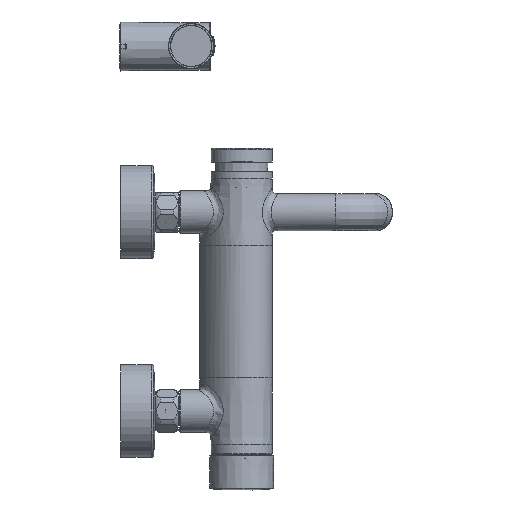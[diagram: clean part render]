
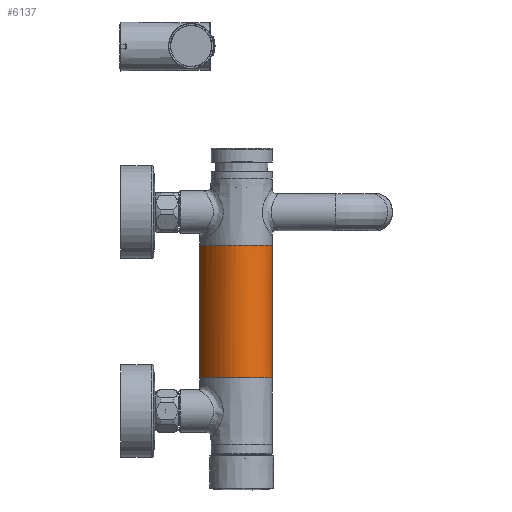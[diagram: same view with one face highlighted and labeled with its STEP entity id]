
A CAD part, top view. The second image highlights one B-rep face of the part: STEP entity #6137.
In plain terms, the highlighted free-form (B-spline) face has degree [3, 1] with [11, 2] control points.
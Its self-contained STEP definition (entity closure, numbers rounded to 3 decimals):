
#691=B_SPLINE_SURFACE_WITH_KNOTS('',3,1,((#32428,#32429),(#32430,#32431),
(#32432,#32433),(#32434,#32435),(#32436,#32437),(#32438,#32439),(#32440,
#32441),(#32442,#32443),(#32444,#32445),(#32446,#32447),(#32448,#32449)),
 .SURF_OF_LINEAR_EXTRUSION.,.T.,.F.,.F.,(1,3,1,1,1,1,1,1,1,3,1),(2,2),(-0.125,
0.,0.125,0.25,0.375,0.5,0.625,0.75,0.875,1.,1.125),(0.,1.),
 .UNSPECIFIED.);
#1168=B_SPLINE_CURVE_WITH_KNOTS('',3,(#32290,#32291,#32292,#32293,#32294,
#32295,#32296),.UNSPECIFIED.,.F.,.F.,(4,1,1,1,4),(0.,0.25,0.5,0.75,1.),
 .UNSPECIFIED.);
#1172=B_SPLINE_CURVE_WITH_KNOTS('',3,(#32421,#32422,#32423,#32424,#32425,
#32426,#32427),.UNSPECIFIED.,.F.,.F.,(4,1,1,1,4),(0.,0.25,0.5,0.75,1.),
 .UNSPECIFIED.);
#1173=B_SPLINE_CURVE_WITH_KNOTS('',3,(#32450,#32451,#32452,#32453,#32454,
#32455,#32456),.UNSPECIFIED.,.F.,.F.,(4,1,1,1,4),(0.,0.25,0.5,0.75,1.),
 .UNSPECIFIED.);
#1174=B_SPLINE_CURVE_WITH_KNOTS('',3,(#32459,#32460,#32461,#32462,#32463,
#32464,#32465),.UNSPECIFIED.,.F.,.F.,(4,1,1,1,4),(0.,0.25,0.5,0.75,1.),
 .UNSPECIFIED.);
#2358=ORIENTED_EDGE('',*,*,#3210,.T.);
#2359=ORIENTED_EDGE('',*,*,#3214,.T.);
#2360=ORIENTED_EDGE('',*,*,#3215,.F.);
#2361=ORIENTED_EDGE('',*,*,#3216,.F.);
#3210=EDGE_CURVE('',#3943,#3942,#1168,.F.);
#3214=EDGE_CURVE('',#3942,#3943,#1172,.T.);
#3215=EDGE_CURVE('',#3944,#3945,#1173,.T.);
#3216=EDGE_CURVE('',#3945,#3944,#1174,.F.);
#3942=VERTEX_POINT('',#32289);
#3943=VERTEX_POINT('',#32297);
#3944=VERTEX_POINT('',#32457);
#3945=VERTEX_POINT('',#32458);
#4887=EDGE_LOOP('',(#2358,#2359));
#4888=EDGE_LOOP('',(#2360,#2361));
#5596=FACE_BOUND('',#4887,.T.);
#5597=FACE_BOUND('',#4888,.T.);
#6137=ADVANCED_FACE('',(#5596,#5597),#691,.F.);
#32289=CARTESIAN_POINT('',(-31.164,-50.,-4.542));
#32290=CARTESIAN_POINT('',(-31.164,-50.,-4.542));
#32291=CARTESIAN_POINT('',(-33.016,-50.,-10.93));
#32292=CARTESIAN_POINT('',(-29.133,-50.,-20.304));
#32293=CARTESIAN_POINT('',(0.,-50.,-25.488));
#32294=CARTESIAN_POINT('',(18.023,-50.,-18.023));
#32295=CARTESIAN_POINT('',(23.,-50.,-6.008));
#32296=CARTESIAN_POINT('',(23.,-50.,0.));
#32297=CARTESIAN_POINT('',(23.,-50.,0.));
#32421=CARTESIAN_POINT('',(-31.164,-50.,-4.542));
#32422=CARTESIAN_POINT('',(-29.313,-50.,1.846));
#32423=CARTESIAN_POINT('',(-18.023,-50.,18.023));
#32424=CARTESIAN_POINT('',(0.,-50.,25.488));
#32425=CARTESIAN_POINT('',(18.023,-50.,18.023));
#32426=CARTESIAN_POINT('',(23.,-50.,6.008));
#32427=CARTESIAN_POINT('',(23.,-50.,0.));
#32428=CARTESIAN_POINT('',(23.,50.,0.));
#32429=CARTESIAN_POINT('',(23.,-50.,0.));
#32430=CARTESIAN_POINT('',(23.,50.,-6.008));
#32431=CARTESIAN_POINT('',(23.,-50.,-6.008));
#32432=CARTESIAN_POINT('',(18.023,50.,-18.023));
#32433=CARTESIAN_POINT('',(18.023,-50.,-18.023));
#32434=CARTESIAN_POINT('',(0.,50.,-25.488));
#32435=CARTESIAN_POINT('',(0.,-50.,-25.488));
#32436=CARTESIAN_POINT('',(-29.133,50.,-20.304));
#32437=CARTESIAN_POINT('',(-29.133,-50.,-20.304));
#32438=CARTESIAN_POINT('',(-34.957,50.,-6.243));
#32439=CARTESIAN_POINT('',(-34.957,-50.,-6.243));
#32440=CARTESIAN_POINT('',(-18.023,50.,18.023));
#32441=CARTESIAN_POINT('',(-18.023,-50.,18.023));
#32442=CARTESIAN_POINT('',(0.,50.,25.488));
#32443=CARTESIAN_POINT('',(0.,-50.,25.488));
#32444=CARTESIAN_POINT('',(18.023,50.,18.023));
#32445=CARTESIAN_POINT('',(18.023,-50.,18.023));
#32446=CARTESIAN_POINT('',(23.,50.,6.008));
#32447=CARTESIAN_POINT('',(23.,-50.,6.008));
#32448=CARTESIAN_POINT('',(23.,50.,0.));
#32449=CARTESIAN_POINT('',(23.,-50.,0.));
#32450=CARTESIAN_POINT('',(23.,50.,0.));
#32451=CARTESIAN_POINT('',(23.,50.,-6.008));
#32452=CARTESIAN_POINT('',(18.023,50.,-18.023));
#32453=CARTESIAN_POINT('',(0.,50.,-25.488));
#32454=CARTESIAN_POINT('',(-29.133,50.,-20.304));
#32455=CARTESIAN_POINT('',(-33.016,50.,-10.93));
#32456=CARTESIAN_POINT('',(-31.164,50.,-4.542));
#32457=CARTESIAN_POINT('',(23.,50.,0.));
#32458=CARTESIAN_POINT('',(-31.164,50.,-4.542));
#32459=CARTESIAN_POINT('',(23.,50.,0.));
#32460=CARTESIAN_POINT('',(23.,50.,6.008));
#32461=CARTESIAN_POINT('',(18.023,50.,18.023));
#32462=CARTESIAN_POINT('',(0.,50.,25.488));
#32463=CARTESIAN_POINT('',(-18.023,50.,18.023));
#32464=CARTESIAN_POINT('',(-29.313,50.,1.846));
#32465=CARTESIAN_POINT('',(-31.164,50.,-4.542));
